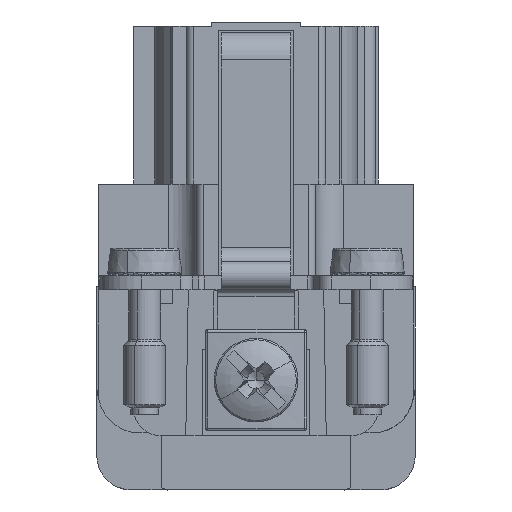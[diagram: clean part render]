
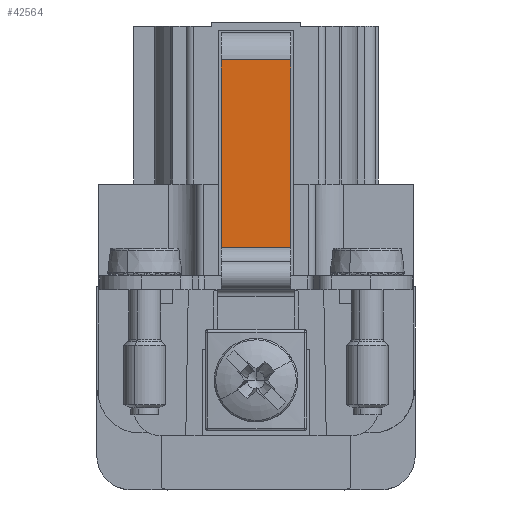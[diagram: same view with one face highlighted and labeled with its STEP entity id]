
A CAD part, front view. The second image highlights one B-rep face of the part: STEP entity #42564.
In plain terms, the highlighted planar face has unit normal (0, -1, 0).
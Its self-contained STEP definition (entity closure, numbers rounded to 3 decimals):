
#42537=AXIS2_PLACEMENT_3D('Plane Axis2P3D',#42534,#42535,#42536) ;
#42499=CARTESIAN_POINT('Line Origine',(11.45,8.3,30.92)) ;
#42503=CARTESIAN_POINT('Vertex',(13.95,8.3,30.92)) ;
#42505=CARTESIAN_POINT('Vertex',(8.95,8.3,30.92)) ;
#42534=CARTESIAN_POINT('Axis2P3D Location',(11.45,8.3,30.92)) ;
#42539=CARTESIAN_POINT('Line Origine',(11.45,8.3,17.42)) ;
#42543=CARTESIAN_POINT('Vertex',(13.95,8.3,17.42)) ;
#42545=CARTESIAN_POINT('Vertex',(8.95,8.3,17.42)) ;
#42548=CARTESIAN_POINT('Line Origine',(13.95,8.3,24.17)) ;
#42553=CARTESIAN_POINT('Line Origine',(8.95,8.3,24.17)) ;
#42500=DIRECTION('Vector Direction',(-1.,0.,0.)) ;
#42535=DIRECTION('Axis2P3D Direction',(0.,1.,0.)) ;
#42536=DIRECTION('Axis2P3D XDirection',(0.,0.,-1.)) ;
#42540=DIRECTION('Vector Direction',(-1.,0.,0.)) ;
#42549=DIRECTION('Vector Direction',(0.,0.,-1.)) ;
#42554=DIRECTION('Vector Direction',(0.,0.,-1.)) ;
#42501=VECTOR('Line Direction',#42500,1.) ;
#42541=VECTOR('Line Direction',#42540,1.) ;
#42550=VECTOR('Line Direction',#42549,1.) ;
#42555=VECTOR('Line Direction',#42554,1.) ;
#42559=ORIENTED_EDGE('',*,*,#42547,.F.) ;
#42560=ORIENTED_EDGE('',*,*,#42552,.T.) ;
#42561=ORIENTED_EDGE('',*,*,#42507,.T.) ;
#42562=ORIENTED_EDGE('',*,*,#42557,.F.) ;
#42564=ADVANCED_FACE('Hauptk\X2\00F6\X0\rper',(#42563),#42538,.F.) ;
#42507=EDGE_CURVE('',#42504,#42506,#42502,.T.) ;
#42547=EDGE_CURVE('',#42544,#42546,#42542,.T.) ;
#42552=EDGE_CURVE('',#42544,#42504,#42551,.F.) ;
#42557=EDGE_CURVE('',#42546,#42506,#42556,.F.) ;
#42558=EDGE_LOOP('',(#42559,#42560,#42561,#42562)) ;
#42563=FACE_OUTER_BOUND('',#42558,.T.) ;
#42502=LINE('Line',#42499,#42501) ;
#42542=LINE('Line',#42539,#42541) ;
#42551=LINE('Line',#42548,#42550) ;
#42556=LINE('Line',#42553,#42555) ;
#42538=PLANE('',#42537) ;
#42504=VERTEX_POINT('',#42503) ;
#42506=VERTEX_POINT('',#42505) ;
#42544=VERTEX_POINT('',#42543) ;
#42546=VERTEX_POINT('',#42545) ;
